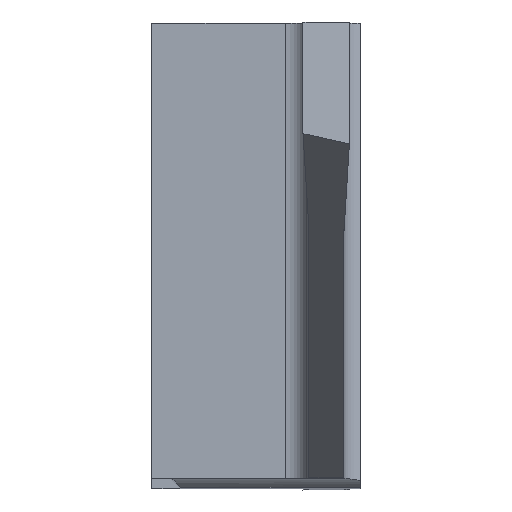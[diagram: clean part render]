
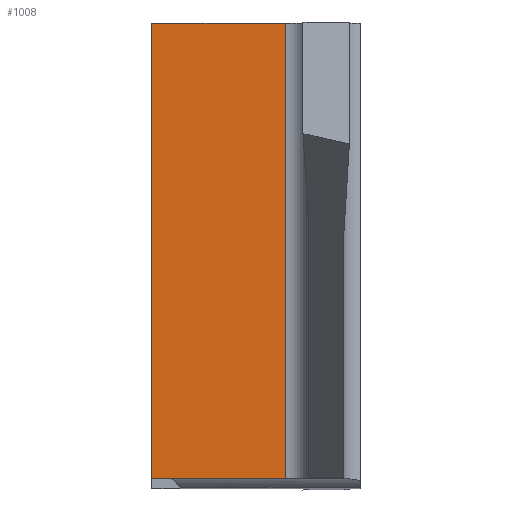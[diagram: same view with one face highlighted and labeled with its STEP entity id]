
A CAD part, top view. The second image highlights one B-rep face of the part: STEP entity #1008.
In plain terms, the highlighted planar face has unit normal (0, 0, 1).
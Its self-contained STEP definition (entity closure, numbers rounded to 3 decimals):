
#26 = VECTOR ( 'NONE', #289, 1000. ) ;
#33 = CARTESIAN_POINT ( 'NONE',  ( 0., 4., 9.865 ) ) ;
#39 = LINE ( 'NONE', #984, #282 ) ;
#121 = CARTESIAN_POINT ( 'NONE',  ( 2.31, 4., 9.865 ) ) ;
#129 = EDGE_LOOP ( 'NONE', ( #678, #1079, #964, #407 ) ) ;
#258 = FACE_OUTER_BOUND ( 'NONE', #129, .T. ) ;
#282 = VECTOR ( 'NONE', #781, 1000. ) ;
#289 = DIRECTION ( 'NONE',  ( 0., 1., 0. ) ) ;
#373 = EDGE_CURVE ( 'NONE', #1016, #465, #665, .T. ) ;
#407 = ORIENTED_EDGE ( 'NONE', *, *, #436, .F. ) ;
#436 = EDGE_CURVE ( 'NONE', #495, #948, #873, .T. ) ;
#465 = VERTEX_POINT ( 'NONE', #121 ) ;
#494 = DIRECTION ( 'NONE',  ( -1., 0., 0. ) ) ;
#495 = VERTEX_POINT ( 'NONE', #778 ) ;
#534 = CARTESIAN_POINT ( 'NONE',  ( 0., -4., 9.865 ) ) ;
#548 = PLANE ( 'NONE',  #777 ) ;
#659 = VECTOR ( 'NONE', #494, 1000. ) ;
#665 = LINE ( 'NONE', #1019, #26 ) ;
#678 = ORIENTED_EDGE ( 'NONE', *, *, #1174, .F. ) ;
#723 = DIRECTION ( 'NONE',  ( 0., 0., -1. ) ) ;
#771 = VECTOR ( 'NONE', #790, 1000. ) ;
#777 = AXIS2_PLACEMENT_3D ( 'NONE', #534, #723, #905 ) ;
#778 = CARTESIAN_POINT ( 'NONE',  ( 0., -3.85, 9.865 ) ) ;
#781 = DIRECTION ( 'NONE',  ( 1., 0., 0. ) ) ;
#790 = DIRECTION ( 'NONE',  ( 0., 1., 0. ) ) ;
#873 = LINE ( 'NONE', #1067, #771 ) ;
#874 = EDGE_CURVE ( 'NONE', #948, #465, #39, .T. ) ;
#905 = DIRECTION ( 'NONE',  ( 0., 1., 0. ) ) ;
#942 = LINE ( 'NONE', #954, #659 ) ;
#948 = VERTEX_POINT ( 'NONE', #33 ) ;
#954 = CARTESIAN_POINT ( 'NONE',  ( 3.6, -3.85, 9.865 ) ) ;
#964 = ORIENTED_EDGE ( 'NONE', *, *, #874, .F. ) ;
#984 = CARTESIAN_POINT ( 'NONE',  ( 3.6, 4., 9.865 ) ) ;
#1008 = ADVANCED_FACE ( 'NONE', ( #258 ), #548, .F. ) ;
#1016 = VERTEX_POINT ( 'NONE', #1210 ) ;
#1019 = CARTESIAN_POINT ( 'NONE',  ( 2.31, 4., 9.865 ) ) ;
#1067 = CARTESIAN_POINT ( 'NONE',  ( 0., -4., 9.865 ) ) ;
#1079 = ORIENTED_EDGE ( 'NONE', *, *, #373, .T. ) ;
#1174 = EDGE_CURVE ( 'NONE', #1016, #495, #942, .T. ) ;
#1210 = CARTESIAN_POINT ( 'NONE',  ( 2.31, -3.85, 9.865 ) ) ;
